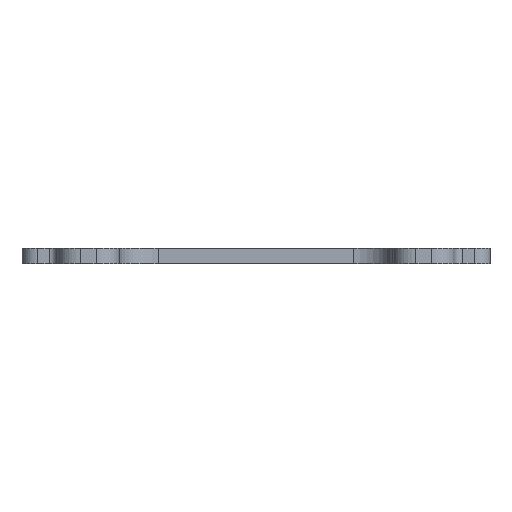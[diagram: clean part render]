
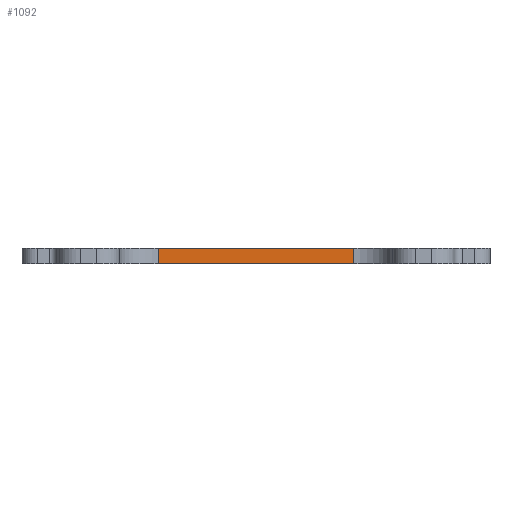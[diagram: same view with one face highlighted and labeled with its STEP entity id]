
A CAD part, left-side view. The second image highlights one B-rep face of the part: STEP entity #1092.
In plain terms, the highlighted planar face has unit normal (-1, 0, 0).
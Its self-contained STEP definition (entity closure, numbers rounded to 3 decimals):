
#49=PLANE('',#1196);
#88=FACE_OUTER_BOUND('',#143,.T.);
#143=EDGE_LOOP('',(#804,#805,#806,#807));
#232=LINE('',#1734,#325);
#233=LINE('',#1737,#326);
#234=LINE('',#1739,#327);
#235=LINE('',#1740,#328);
#325=VECTOR('',#1406,10.);
#326=VECTOR('',#1409,10.);
#327=VECTOR('',#1410,10.);
#328=VECTOR('',#1411,10.);
#497=VERTEX_POINT('',#1730);
#498=VERTEX_POINT('',#1732);
#499=VERTEX_POINT('',#1736);
#500=VERTEX_POINT('',#1738);
#624=EDGE_CURVE('',#497,#498,#232,.T.);
#625=EDGE_CURVE('',#499,#497,#233,.T.);
#626=EDGE_CURVE('',#500,#498,#234,.T.);
#627=EDGE_CURVE('',#499,#500,#235,.T.);
#804=ORIENTED_EDGE('',*,*,#625,.T.);
#805=ORIENTED_EDGE('',*,*,#624,.T.);
#806=ORIENTED_EDGE('',*,*,#626,.F.);
#807=ORIENTED_EDGE('',*,*,#627,.F.);
#1092=ADVANCED_FACE('',(#88),#49,.T.);
#1196=AXIS2_PLACEMENT_3D('',#1735,#1407,#1408);
#1406=DIRECTION('',(0.,0.,1.));
#1407=DIRECTION('center_axis',(-1.,0.,0.));
#1408=DIRECTION('ref_axis',(0.,-1.,0.));
#1409=DIRECTION('',(0.,-1.,0.));
#1410=DIRECTION('',(0.,-1.,0.));
#1411=DIRECTION('',(0.,0.,1.));
#1730=CARTESIAN_POINT('',(-30.,-12.5,0.));
#1732=CARTESIAN_POINT('',(-30.,-12.5,2.));
#1734=CARTESIAN_POINT('',(-30.,-12.5,0.));
#1735=CARTESIAN_POINT('Origin',(-30.,12.5,0.));
#1736=CARTESIAN_POINT('',(-30.,12.5,0.));
#1737=CARTESIAN_POINT('',(-30.,12.5,0.));
#1738=CARTESIAN_POINT('',(-30.,12.5,2.));
#1739=CARTESIAN_POINT('',(-30.,12.5,2.));
#1740=CARTESIAN_POINT('',(-30.,12.5,0.));
